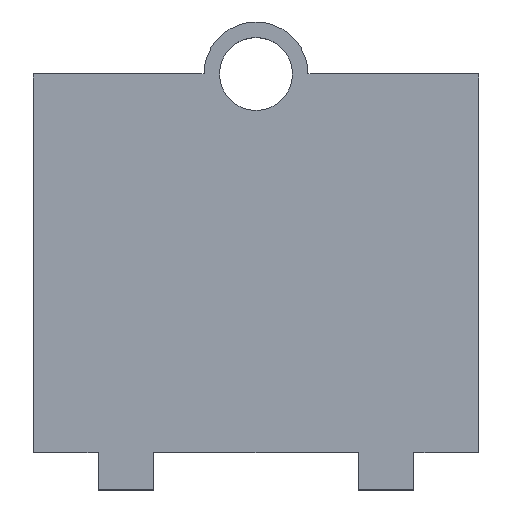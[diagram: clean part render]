
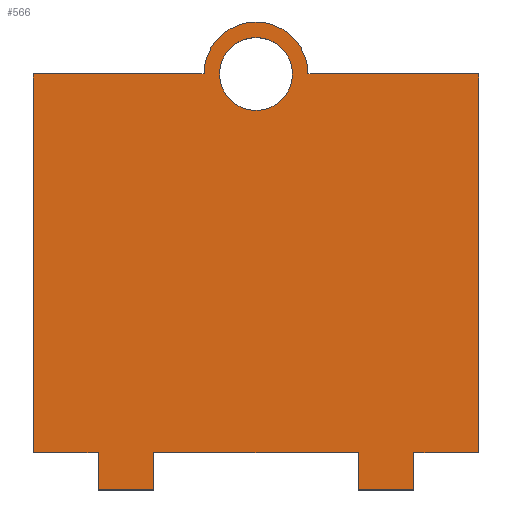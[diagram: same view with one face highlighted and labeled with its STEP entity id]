
A CAD part, top view. The second image highlights one B-rep face of the part: STEP entity #566.
In plain terms, the highlighted planar face has unit normal (0, 0, 1).
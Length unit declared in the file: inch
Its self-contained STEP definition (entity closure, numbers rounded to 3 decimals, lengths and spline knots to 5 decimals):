
#70=CARTESIAN_POINT('',(-3.,5.6,0.));
#71=VERTEX_POINT('',#70);
#72=CARTESIAN_POINT('',(-3.,0.5,0.));
#73=VERTEX_POINT('',#72);
#74=CARTESIAN_POINT('',(-3.,5.6,0.));
#75=DIRECTION('',(0.,-1.,0.));
#76=VECTOR('',#75,5.1);
#77=LINE('',#74,#76);
#78=EDGE_CURVE('',#71,#73,#77,.T.);
#110=CARTESIAN_POINT('',(-0.7,5.6,0.));
#111=VERTEX_POINT('',#110);
#112=CARTESIAN_POINT('',(-0.7,5.6,0.));
#113=DIRECTION('',(-1.,0.,0.));
#114=VECTOR('',#113,2.3);
#115=LINE('',#112,#114);
#116=EDGE_CURVE('',#111,#71,#115,.T.);
#141=CARTESIAN_POINT('',(0.7,5.6,0.));
#142=VERTEX_POINT('',#141);
#143=CARTESIAN_POINT('',(0.,5.6,0.));
#144=DIRECTION('',(0.,0.,1.));
#145=DIRECTION('',(1.,0.,-0.));
#146=AXIS2_PLACEMENT_3D('',#143,#144,#145);
#147=CIRCLE('',#146,0.7);
#148=EDGE_CURVE('',#142,#111,#147,.T.);
#174=CARTESIAN_POINT('',(3.,5.6,0.));
#175=VERTEX_POINT('',#174);
#176=CARTESIAN_POINT('',(3.,5.6,0.));
#177=DIRECTION('',(-1.,0.,0.));
#178=VECTOR('',#177,2.3);
#179=LINE('',#176,#178);
#180=EDGE_CURVE('',#175,#142,#179,.T.);
#205=CARTESIAN_POINT('',(3.,0.5,0.));
#206=VERTEX_POINT('',#205);
#207=CARTESIAN_POINT('',(3.,0.5,0.));
#208=DIRECTION('',(-0.,1.,0.));
#209=VECTOR('',#208,5.1);
#210=LINE('',#207,#209);
#211=EDGE_CURVE('',#206,#175,#210,.T.);
#236=CARTESIAN_POINT('',(2.125,0.5,0.));
#237=VERTEX_POINT('',#236);
#238=CARTESIAN_POINT('',(2.125,0.5,0.));
#239=DIRECTION('',(1.,0.,-0.));
#240=VECTOR('',#239,0.875);
#241=LINE('',#238,#240);
#242=EDGE_CURVE('',#237,#206,#241,.T.);
#267=CARTESIAN_POINT('',(2.125,0.,0.));
#268=VERTEX_POINT('',#267);
#269=CARTESIAN_POINT('',(2.125,0.,0.));
#270=DIRECTION('',(0.,1.,0.));
#271=VECTOR('',#270,0.5);
#272=LINE('',#269,#271);
#273=EDGE_CURVE('',#268,#237,#272,.T.);
#298=CARTESIAN_POINT('',(1.375,0.,0.));
#299=VERTEX_POINT('',#298);
#300=CARTESIAN_POINT('',(1.375,0.,0.));
#301=DIRECTION('',(1.,0.,-0.));
#302=VECTOR('',#301,0.75);
#303=LINE('',#300,#302);
#304=EDGE_CURVE('',#299,#268,#303,.T.);
#329=CARTESIAN_POINT('',(1.375,0.5,0.));
#330=VERTEX_POINT('',#329);
#331=CARTESIAN_POINT('',(1.375,0.5,0.));
#332=DIRECTION('',(0.,-1.,0.));
#333=VECTOR('',#332,0.5);
#334=LINE('',#331,#333);
#335=EDGE_CURVE('',#330,#299,#334,.T.);
#360=CARTESIAN_POINT('',(-1.375,0.5,0.));
#361=VERTEX_POINT('',#360);
#362=CARTESIAN_POINT('',(-1.375,0.5,0.));
#363=DIRECTION('',(1.,0.,-0.));
#364=VECTOR('',#363,2.75);
#365=LINE('',#362,#364);
#366=EDGE_CURVE('',#361,#330,#365,.T.);
#391=CARTESIAN_POINT('',(-1.375,0.,0.));
#392=VERTEX_POINT('',#391);
#393=CARTESIAN_POINT('',(-1.375,0.,0.));
#394=DIRECTION('',(0.,1.,0.));
#395=VECTOR('',#394,0.5);
#396=LINE('',#393,#395);
#397=EDGE_CURVE('',#392,#361,#396,.T.);
#422=CARTESIAN_POINT('',(-2.125,0.,0.));
#423=VERTEX_POINT('',#422);
#424=CARTESIAN_POINT('',(-2.125,0.,0.));
#425=DIRECTION('',(1.,0.,-0.));
#426=VECTOR('',#425,0.75);
#427=LINE('',#424,#426);
#428=EDGE_CURVE('',#423,#392,#427,.T.);
#453=CARTESIAN_POINT('',(-2.125,0.5,0.));
#454=VERTEX_POINT('',#453);
#455=CARTESIAN_POINT('',(-2.125,0.5,0.));
#456=DIRECTION('',(0.,-1.,0.));
#457=VECTOR('',#456,0.5);
#458=LINE('',#455,#457);
#459=EDGE_CURVE('',#454,#423,#458,.T.);
#484=CARTESIAN_POINT('',(-3.,0.5,0.));
#485=DIRECTION('',(1.,0.,-0.));
#486=VECTOR('',#485,0.875);
#487=LINE('',#484,#486);
#488=EDGE_CURVE('',#73,#454,#487,.T.);
#534=CARTESIAN_POINT('',(0.,5.6,0.));
#535=DIRECTION('',(0.,0.,1.));
#536=DIRECTION('',(1.,0.,0.));
#537=AXIS2_PLACEMENT_3D('',#534,#535,#536);
#538=PLANE('',#537);
#539=CARTESIAN_POINT('',(0.49,5.6,0.));
#540=VERTEX_POINT('',#539);
#541=CARTESIAN_POINT('',(0.,5.6,0.));
#542=DIRECTION('',(0.,0.,1.));
#543=DIRECTION('',(1.,0.,-0.));
#544=AXIS2_PLACEMENT_3D('',#541,#542,#543);
#545=CIRCLE('',#544,0.49);
#546=EDGE_CURVE('',#540,#540,#545,.T.);
#547=ORIENTED_EDGE('',*,*,#546,.F.);
#548=EDGE_LOOP('',(#547));
#549=FACE_BOUND('',#548,.T.);
#550=ORIENTED_EDGE('',*,*,#78,.T.);
#551=ORIENTED_EDGE('',*,*,#488,.T.);
#552=ORIENTED_EDGE('',*,*,#459,.T.);
#553=ORIENTED_EDGE('',*,*,#428,.T.);
#554=ORIENTED_EDGE('',*,*,#397,.T.);
#555=ORIENTED_EDGE('',*,*,#366,.T.);
#556=ORIENTED_EDGE('',*,*,#335,.T.);
#557=ORIENTED_EDGE('',*,*,#304,.T.);
#558=ORIENTED_EDGE('',*,*,#273,.T.);
#559=ORIENTED_EDGE('',*,*,#242,.T.);
#560=ORIENTED_EDGE('',*,*,#211,.T.);
#561=ORIENTED_EDGE('',*,*,#180,.T.);
#562=ORIENTED_EDGE('',*,*,#148,.T.);
#563=ORIENTED_EDGE('',*,*,#116,.T.);
#564=EDGE_LOOP('',(#550,#551,#552,#553,#554,#555,#556,#557,#558,#559,#560,#561,#562,#563));
#565=FACE_BOUND('',#564,.T.);
#566=ADVANCED_FACE('',(#549,#565),#538,.T.);
